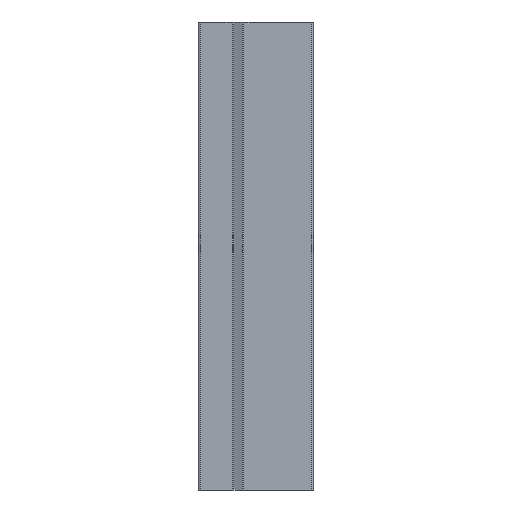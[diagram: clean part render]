
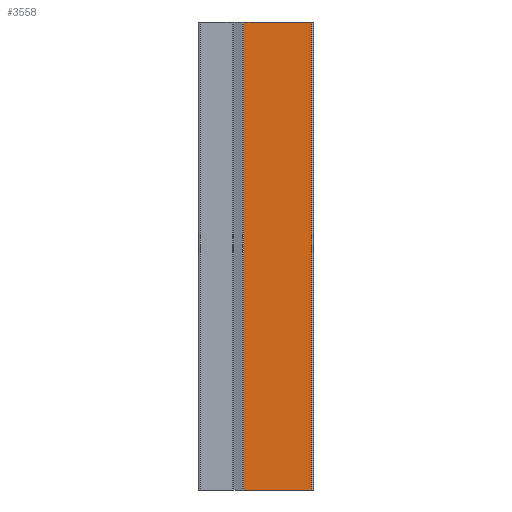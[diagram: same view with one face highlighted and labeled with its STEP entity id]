
A CAD part, left-side view. The second image highlights one B-rep face of the part: STEP entity #3558.
In plain terms, the highlighted face is planar.
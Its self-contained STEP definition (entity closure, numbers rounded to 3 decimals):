
#101=PLANE('',#3851);
#239=LINE('',#5911,#503);
#240=LINE('',#5913,#504);
#241=LINE('',#5915,#505);
#242=LINE('',#5917,#506);
#503=VECTOR('',#4446,1000.);
#504=VECTOR('',#4449,1000.);
#505=VECTOR('',#4450,1000.);
#506=VECTOR('',#4451,1000.);
#1098=ORIENTED_EDGE('',*,*,#2022,.F.);
#1099=ORIENTED_EDGE('',*,*,#2021,.F.);
#1100=ORIENTED_EDGE('',*,*,#2023,.T.);
#1101=ORIENTED_EDGE('',*,*,#2024,.T.);
#2021=EDGE_CURVE('',#2461,#2460,#239,.T.);
#2022=EDGE_CURVE('',#2460,#2462,#240,.T.);
#2023=EDGE_CURVE('',#2461,#2463,#241,.T.);
#2024=EDGE_CURVE('',#2463,#2462,#242,.T.);
#2460=VERTEX_POINT('',#5908);
#2461=VERTEX_POINT('',#5910);
#2462=VERTEX_POINT('',#5914);
#2463=VERTEX_POINT('',#5916);
#2804=EDGE_LOOP('',(#1098,#1099,#1100,#1101));
#3136=FACE_BOUND('',#2804,.T.);
#3558=ADVANCED_FACE('',(#3136),#101,.T.);
#3851=AXIS2_PLACEMENT_3D('',#5912,#4447,#4448);
#4446=DIRECTION('',(0.,0.,1.));
#4447=DIRECTION('',(1.,0.,0.));
#4448=DIRECTION('',(0.,0.,-1.));
#4449=DIRECTION('',(0.,1.,0.));
#4450=DIRECTION('',(0.,1.,0.));
#4451=DIRECTION('',(0.,0.,1.));
#5908=CARTESIAN_POINT('',(40.5,0.5,0.));
#5910=CARTESIAN_POINT('',(40.5,0.5,-118.));
#5911=CARTESIAN_POINT('',(40.5,0.5,-118.));
#5912=CARTESIAN_POINT('',(40.5,0.5,-118.));
#5913=CARTESIAN_POINT('',(40.5,0.5,0.));
#5914=CARTESIAN_POINT('',(40.5,17.535,0.));
#5915=CARTESIAN_POINT('',(40.5,0.5,-118.));
#5916=CARTESIAN_POINT('',(40.5,17.535,-118.));
#5917=CARTESIAN_POINT('',(40.5,17.535,-118.));
